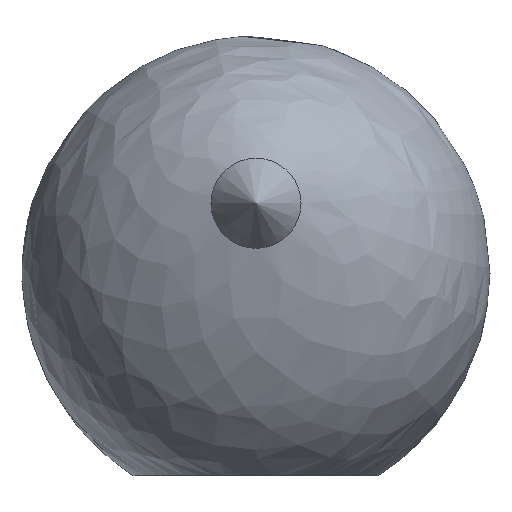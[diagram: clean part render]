
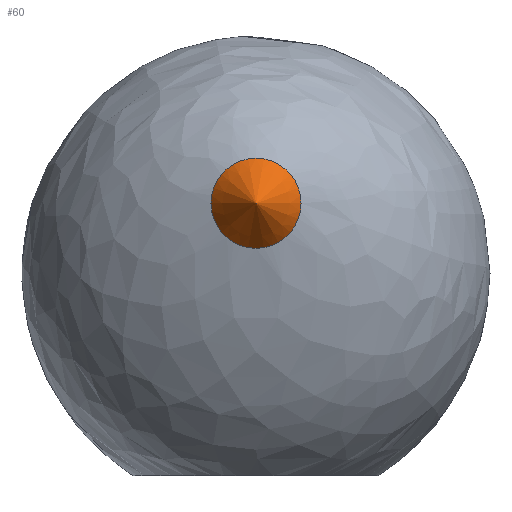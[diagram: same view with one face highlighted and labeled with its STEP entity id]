
A CAD part, left-side view. The second image highlights one B-rep face of the part: STEP entity #60.
In plain terms, the highlighted conical face has half-angle 35 degrees and reference radius 1.25 mm.
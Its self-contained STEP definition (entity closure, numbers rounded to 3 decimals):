
#17=CIRCLE('',#79,1.25);
#18=CIRCLE('',#80,1.25);
#20=LINE('',#152,#21);
#21=VECTOR('',#89,1.25);
#22=CONICAL_SURFACE('',#78,1.25,0.611);
#24=FACE_OUTER_BOUND('',#28,.T.);
#28=EDGE_LOOP('',(#46,#47,#48,#49));
#35=VERTEX_POINT('',#150);
#36=VERTEX_POINT('',#151);
#37=VERTEX_POINT('',#153);
#40=EDGE_CURVE('',#35,#36,#20,.T.);
#41=EDGE_CURVE('',#37,#36,#17,.T.);
#42=EDGE_CURVE('',#36,#37,#18,.T.);
#46=ORIENTED_EDGE('',*,*,#40,.T.);
#47=ORIENTED_EDGE('',*,*,#41,.F.);
#48=ORIENTED_EDGE('',*,*,#42,.F.);
#49=ORIENTED_EDGE('',*,*,#40,.F.);
#60=ADVANCED_FACE('',(#24),#22,.T.);
#78=AXIS2_PLACEMENT_3D('',#149,#87,#88);
#79=AXIS2_PLACEMENT_3D('',#154,#90,#91);
#80=AXIS2_PLACEMENT_3D('',#155,#92,#93);
#87=DIRECTION('center_axis',(1.,0.,0.));
#88=DIRECTION('ref_axis',(0.,-1.,0.));
#89=DIRECTION('',(0.819,0.574,0.));
#90=DIRECTION('center_axis',(1.,0.,0.));
#91=DIRECTION('ref_axis',(0.,1.,0.));
#92=DIRECTION('center_axis',(1.,0.,0.));
#93=DIRECTION('ref_axis',(0.,1.,0.));
#149=CARTESIAN_POINT('Origin',(3.,0.,16.277));
#150=CARTESIAN_POINT('',(1.215,0.,16.277));
#151=CARTESIAN_POINT('',(3.,1.25,16.277));
#152=CARTESIAN_POINT('',(3.,1.25,16.277));
#153=CARTESIAN_POINT('',(3.,-1.25,16.277));
#154=CARTESIAN_POINT('Origin',(3.,0.,16.277));
#155=CARTESIAN_POINT('Origin',(3.,0.,16.277));
